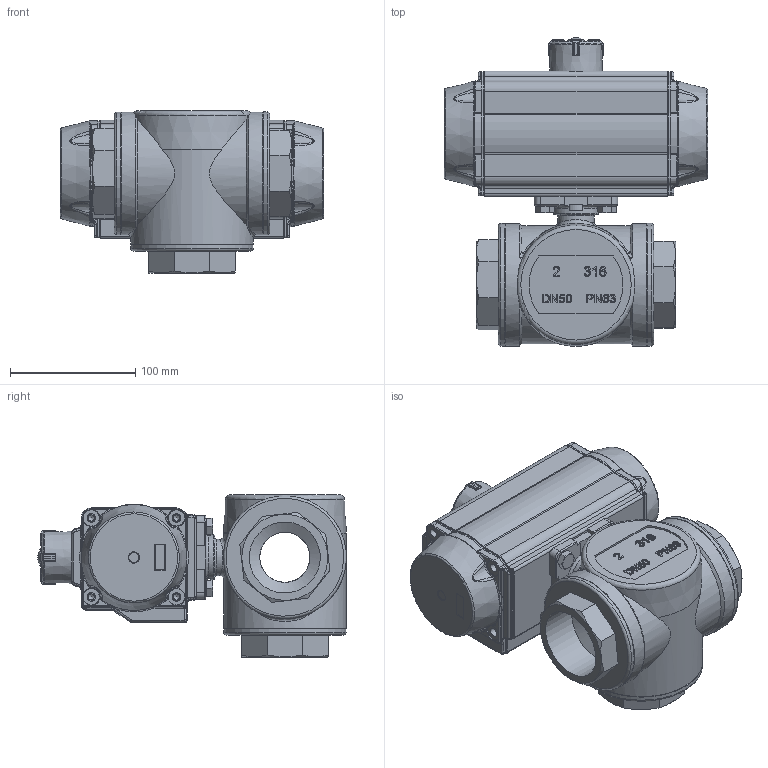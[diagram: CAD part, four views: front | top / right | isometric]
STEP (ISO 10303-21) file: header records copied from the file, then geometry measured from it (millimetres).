
FILE_DESCRIPTION(/* description */ ('Unknown'),/* implementation_level */ '2;1');
FILE_NAME(/* name */ 'PD04 9338_9339-09',/* time_stamp */ '2025-03-25T13:11:15+01:00',/* author */ ('Unknown'),/* organization */ ('Unknown'),/* preprocessor_version */ 'ST-DEVELOPER v19.4',/* originating_system */ 'Solid Edge',/* authorisation */ 'Unknown');
FILE_SCHEMA (('AUTOMOTIVE_DESIGN {1 0 10303 214 3 1 1}'));
Length unit declared in the file: millimetre
Products named in the file (20): PD04 9338_9339-09; 9339-09; DN50 BODY; DN50 Body Gasket; DN50 Nut Stopper; NUT M18 _NUT  M18; DN50 CAP; DN50 Plate Washer; DN50 STEM; PD04_PE03; vt75-2016-06-25; VTE75埴詰; vt75-2016-06-25  酘傷裔; huosai75; Welle; Optische Anzeige; ______; ________(___________; cup head nib bolts with large head gb_GB_FASTENER_BOLT_CHNBW M6X25-N; DIN 933 M8x20 A2-70 BLK_EDST
Assembly tree (30 placements, depth 4):
  PD04 9338_9339-09
    9339-09
      DN50 BODY
      DN50 Body Gasket  x3
      DN50 Nut Stopper
      NUT M18 _NUT  M18
      DN50 CAP  x3
      DN50 Plate Washer
      DN50 STEM
    PD04_PE03
      vt75-2016-06-25
      VTE75埴詰
      vt75-2016-06-25  酘傷裔
      huosai75  x2
      Welle
      Optische Anzeige
        ______
        ________(___________  x4
        cup head nib bolts with large head gb_GB_FASTENER_BOLT_CHNBW M6X25-N
    DIN 933 M8x20 A2-70 BLK_EDST  x4
Bounding box: 210 x 246.31 x 129.4 mm (x, y, z)
Volume: 1509252.4 mm3; surface area: 456021.1 mm2
Topology: 27 solids, 27 shells, 3208 faces, 7902 edges, 4849 vertices
Faces by surface type: plane 975, cylinder 827, bspline 736, torus 418, cone 211, sphere 41
Full cylindrical faces by diameter (mm): 3 x16, 3.3 x8, 4.134 x8, 4.66 x1, 4.917 x13, 5.5 x1, 6 x1, 6.2 x1, 6.647 x6, 8 x4, 11.445 x2, 12 x2, 13 x14, 13.4 x1, 15.294 x1, 16.2 x1, 16.4 x1, 18 x4, 18.1 x1, 18.5 x1, 18.7 x1, 20 x7, 21 x12, 22.5 x1, 22.7 x2, 23 x2, 27.5 x1, 28.2 x1, 28.4 x1, 28.5 x1
Entity records: 103749 total; most frequent: CARTESIAN_POINT 52052, ORIENTED_EDGE 11330, DIRECTION 8924, EDGE_CURVE 5665, VERTEX_POINT 3693, AXIS2_PLACEMENT_3D 3422, FACE_BOUND 2936, EDGE_LOOP 2920
